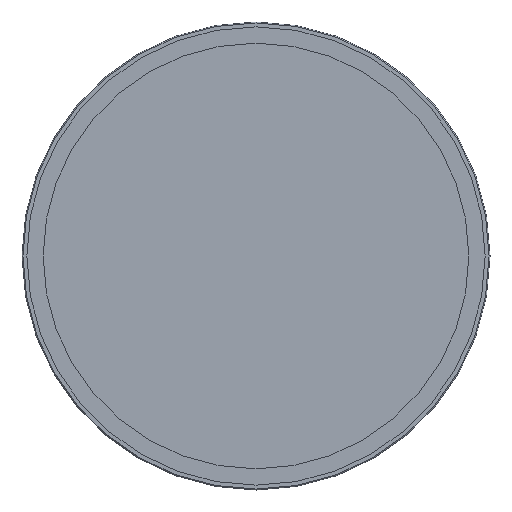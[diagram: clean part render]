
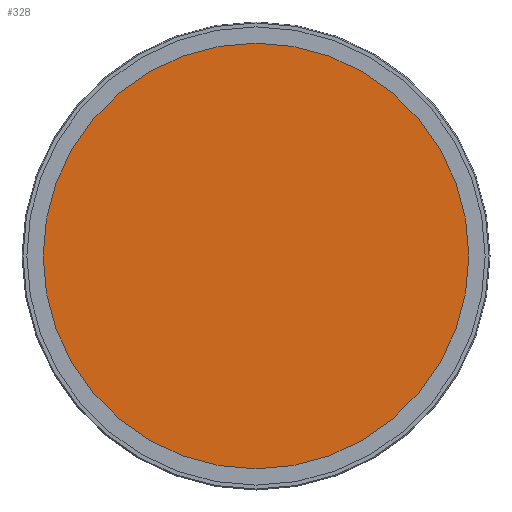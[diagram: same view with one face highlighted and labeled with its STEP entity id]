
A CAD part, left-side view. The second image highlights one B-rep face of the part: STEP entity #328.
In plain terms, the highlighted planar face has unit normal (-1, 0, 0).
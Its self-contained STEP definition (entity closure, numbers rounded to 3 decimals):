
#26=PLANE('',#406);
#67=FACE_OUTER_BOUND('',#90,.T.);
#90=EDGE_LOOP('',(#303,#304));
#128=CIRCLE('',#404,109.15);
#129=CIRCLE('',#405,109.15);
#162=VERTEX_POINT('',#628);
#163=VERTEX_POINT('',#629);
#208=EDGE_CURVE('',#162,#163,#128,.T.);
#209=EDGE_CURVE('',#163,#162,#129,.T.);
#303=ORIENTED_EDGE('',*,*,#208,.T.);
#304=ORIENTED_EDGE('',*,*,#209,.T.);
#328=ADVANCED_FACE('',(#67),#26,.T.);
#404=AXIS2_PLACEMENT_3D('',#630,#526,#527);
#405=AXIS2_PLACEMENT_3D('',#631,#528,#529);
#406=AXIS2_PLACEMENT_3D('',#633,#531,#532);
#526=DIRECTION('center_axis',(-1.,0.,0.));
#527=DIRECTION('ref_axis',(0.,0.,1.));
#528=DIRECTION('center_axis',(-1.,0.,0.));
#529=DIRECTION('ref_axis',(0.,0.,1.));
#531=DIRECTION('center_axis',(-1.,0.,0.));
#532=DIRECTION('ref_axis',(0.,0.,1.));
#628=CARTESIAN_POINT('',(-12.,0.,109.15));
#629=CARTESIAN_POINT('',(-12.,0.,-109.15));
#630=CARTESIAN_POINT('Origin',(-12.,0.,0.));
#631=CARTESIAN_POINT('Origin',(-12.,0.,0.));
#633=CARTESIAN_POINT('Origin',(-12.,0.,0.));
